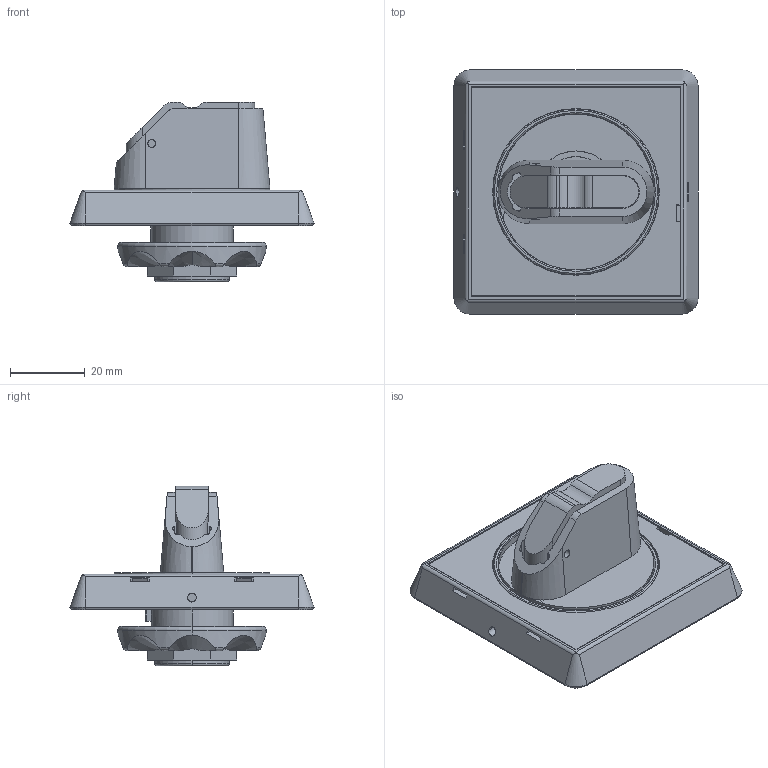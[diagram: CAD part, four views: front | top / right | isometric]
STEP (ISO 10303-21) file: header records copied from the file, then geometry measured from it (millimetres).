
FILE_DESCRIPTION(('FreeCAD Model'),'2;1');
FILE_NAME('3D-KT5-HCRY.step', '2020-05-04T08:34:16',('Author'),(''), 'Open CASCADE STEP processor 7.2','FreeCAD','Unknown');
FILE_SCHEMA(('AUTOMOTIVE_DESIGN { 1 0 10303 214 1 1 1 1 }'));
Length unit declared in the file: millimetre
Products named in the file (4): 10004793142_ASM; 10004793139; 10004793140; 10004793141
Assembly tree (3 placements, depth 2):
  10004793142_ASM
    10004793139
    10004793140
    10004793141
Bounding box: 65.45 x 65.45 x 48.2 mm (x, y, z)
Volume: 49442.4 mm3; surface area: 30062.3 mm2
Topology: 3 solids, 3 shells, 499 faces, 1373 edges, 902 vertices
Faces by surface type: plane 245, cylinder 200, torus 26, bspline 22, cone 6
Entity records: 43222 total; most frequent: CARTESIAN_POINT 15403, DIRECTION 4990, LINE 2848, VECTOR 2848, ORIENTED_EDGE 2746, PCURVE 2746, DEFINITIONAL_REPRESENTATION 2746, EDGE_CURVE 1373
